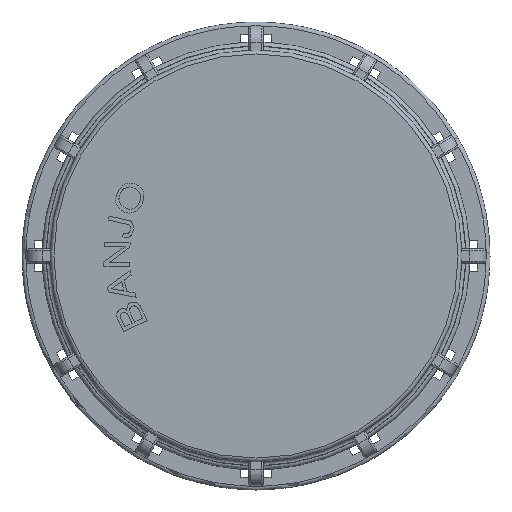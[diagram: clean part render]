
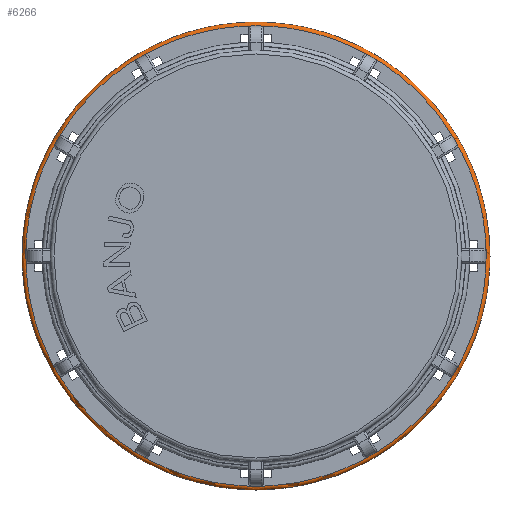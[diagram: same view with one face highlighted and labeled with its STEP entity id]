
A CAD part, left-side view. The second image highlights one B-rep face of the part: STEP entity #6266.
In plain terms, the highlighted toroidal (fillet/blend) face has major radius 91.567 mm and minor radius 1.524 mm.
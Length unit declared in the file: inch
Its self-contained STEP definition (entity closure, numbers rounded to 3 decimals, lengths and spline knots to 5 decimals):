
#266=TOROIDAL_SURFACE('',#6740,3.605,0.06);
#351=FACE_OUTER_BOUND('',#680,.T.);
#680=EDGE_LOOP('',(#4526,#4527,#4528,#4529,#4530));
#1061=CIRCLE('',#6741,3.665);
#1062=CIRCLE('',#6742,3.665);
#1063=CIRCLE('',#6743,0.06);
#1064=CIRCLE('',#6744,3.605);
#2752=VERTEX_POINT('',#10402);
#2753=VERTEX_POINT('',#10403);
#2754=VERTEX_POINT('',#10406);
#3447=EDGE_CURVE('',#2752,#2753,#1061,.T.);
#3448=EDGE_CURVE('',#2753,#2752,#1062,.T.);
#3449=EDGE_CURVE('',#2752,#2754,#1063,.T.);
#3450=EDGE_CURVE('',#2754,#2754,#1064,.T.);
#4526=ORIENTED_EDGE('',*,*,#3447,.T.);
#4527=ORIENTED_EDGE('',*,*,#3448,.T.);
#4528=ORIENTED_EDGE('',*,*,#3449,.T.);
#4529=ORIENTED_EDGE('',*,*,#3450,.T.);
#4530=ORIENTED_EDGE('',*,*,#3449,.F.);
#6266=ADVANCED_FACE('',(#351),#266,.T.);
#6740=AXIS2_PLACEMENT_3D('',#10401,#7612,#7613);
#6741=AXIS2_PLACEMENT_3D('',#10404,#7614,#7615);
#6742=AXIS2_PLACEMENT_3D('',#10405,#7616,#7617);
#6743=AXIS2_PLACEMENT_3D('',#10407,#7618,#7619);
#6744=AXIS2_PLACEMENT_3D('',#10408,#7620,#7621);
#7612=DIRECTION('center_axis',(1.,0.,0.));
#7613=DIRECTION('ref_axis',(0.,0.,-1.));
#7614=DIRECTION('center_axis',(-1.,0.,0.));
#7615=DIRECTION('ref_axis',(0.,-1.,0.));
#7616=DIRECTION('center_axis',(-1.,0.,0.));
#7617=DIRECTION('ref_axis',(0.,-1.,0.));
#7618=DIRECTION('center_axis',(0.,-1.,0.));
#7619=DIRECTION('ref_axis',(0.,0.,1.));
#7620=DIRECTION('center_axis',(1.,0.,0.));
#7621=DIRECTION('ref_axis',(0.,-1.,0.));
#10401=CARTESIAN_POINT('Origin',(1.39,0.,0.));
#10402=CARTESIAN_POINT('',(1.39,0.,3.665));
#10403=CARTESIAN_POINT('',(1.39,-3.665,0.));
#10404=CARTESIAN_POINT('Origin',(1.39,0.,0.));
#10405=CARTESIAN_POINT('Origin',(1.39,0.,0.));
#10406=CARTESIAN_POINT('',(1.33,0.,3.605));
#10407=CARTESIAN_POINT('Origin',(1.39,0.,3.605));
#10408=CARTESIAN_POINT('Origin',(1.33,0.,0.));
